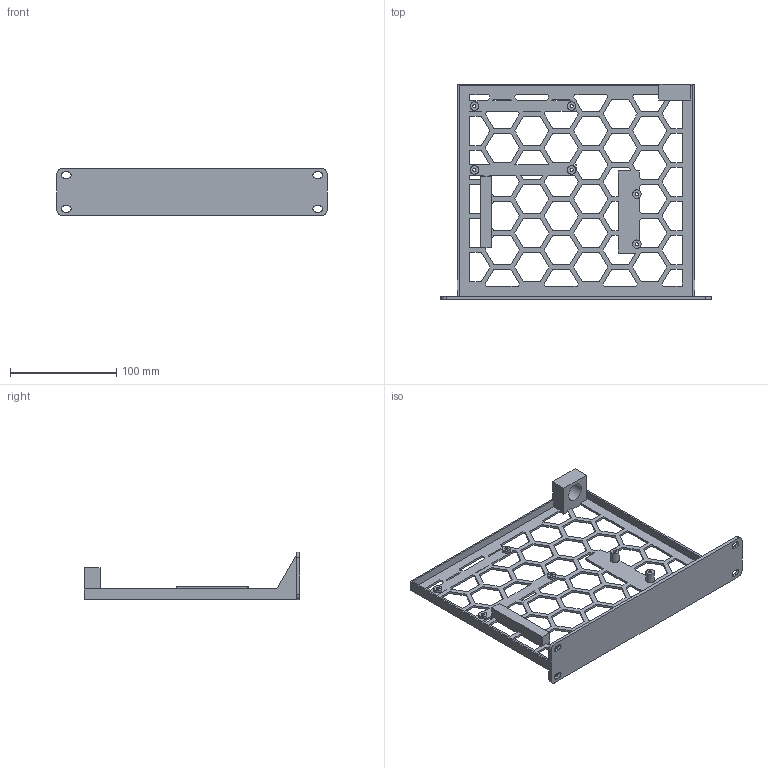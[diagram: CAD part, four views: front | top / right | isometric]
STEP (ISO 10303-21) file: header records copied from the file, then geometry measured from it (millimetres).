
FILE_DESCRIPTION(('Open CASCADE Model'),'2;1');
FILE_NAME('Open CASCADE Shape Model','2025-12-02T20:25:45',('Author'),( 'Open CASCADE'),'Open CASCADE STEP processor 7.8','build123d', 'Unknown');
FILE_SCHEMA(('AUTOMOTIVE_DESIGN { 1 0 10303 214 1 1 1 1 }'));
Length unit declared in the file: millimetre
Products named in the file (1): COMPOUND
Bounding box: 254 x 203 x 44.45 mm (x, y, z)
Volume: 100228.4 mm3; surface area: 91564.1 mm2
Topology: 1 solids, 1 shells, 380 faces, 1131 edges, 754 vertices
Faces by surface type: plane 351, cylinder 29
Full cylindrical faces by diameter (mm): 2.8 x2, 3 x4, 6 x4, 8 x6, 17 x1
Entity records: 27476 total; most frequent: CARTESIAN_POINT 4724, DIRECTION 4111, LINE 3181, VECTOR 3181, ORIENTED_EDGE 2262, PCURVE 2262, DEFINITIONAL_REPRESENTATION 2262, EDGE_CURVE 1131
